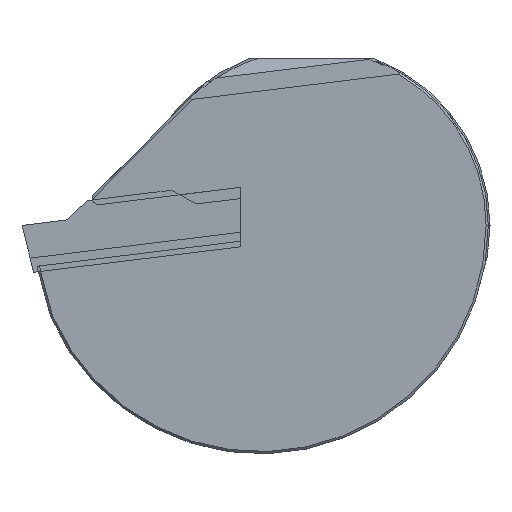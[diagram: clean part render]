
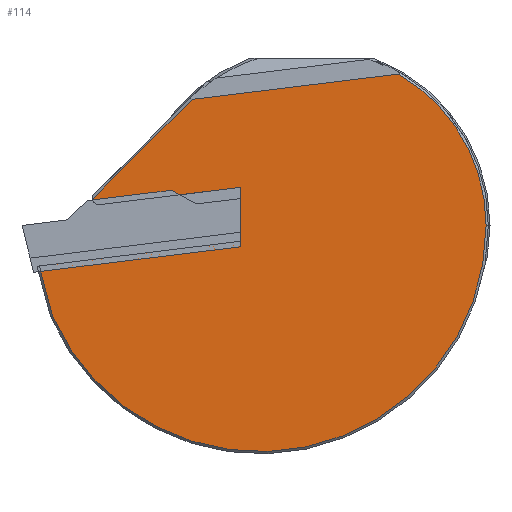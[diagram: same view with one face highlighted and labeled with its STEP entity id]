
A CAD part, left-side view. The second image highlights one B-rep face of the part: STEP entity #114.
In plain terms, the highlighted planar face has unit normal (-1, 0, 0).
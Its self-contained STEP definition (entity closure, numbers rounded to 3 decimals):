
#65=CIRCLE('',#843,20.3);
#66=CIRCLE('',#844,15.65);
#67=CIRCLE('',#845,0.6);
#114=ADVANCED_FACE('',(#189),#157,.F.);
#157=PLANE('',#846);
#189=FACE_OUTER_BOUND('',#231,.T.);
#231=EDGE_LOOP('',(#342,#343,#344,#345,#346,#347,#348,#349,#350));
#342=ORIENTED_EDGE('',*,*,#601,.T.);
#343=ORIENTED_EDGE('',*,*,#602,.T.);
#344=ORIENTED_EDGE('',*,*,#603,.T.);
#345=ORIENTED_EDGE('',*,*,#604,.T.);
#346=ORIENTED_EDGE('',*,*,#605,.T.);
#347=ORIENTED_EDGE('',*,*,#606,.T.);
#348=ORIENTED_EDGE('',*,*,#607,.T.);
#349=ORIENTED_EDGE('',*,*,#608,.T.);
#350=ORIENTED_EDGE('',*,*,#609,.T.);
#516=VERTEX_POINT('',#1206);
#517=VERTEX_POINT('',#1207);
#518=VERTEX_POINT('',#1209);
#519=VERTEX_POINT('',#1211);
#520=VERTEX_POINT('',#1213);
#521=VERTEX_POINT('',#1215);
#522=VERTEX_POINT('',#1217);
#523=VERTEX_POINT('',#1219);
#524=VERTEX_POINT('',#1221);
#601=EDGE_CURVE('',#516,#517,#707,.T.);
#602=EDGE_CURVE('',#517,#518,#708,.T.);
#603=EDGE_CURVE('',#518,#519,#709,.T.);
#604=EDGE_CURVE('',#519,#520,#65,.T.);
#605=EDGE_CURVE('',#520,#521,#66,.T.);
#606=EDGE_CURVE('',#521,#522,#710,.T.);
#607=EDGE_CURVE('',#522,#523,#711,.T.);
#608=EDGE_CURVE('',#523,#524,#67,.T.);
#609=EDGE_CURVE('',#524,#516,#712,.T.);
#707=LINE('',#1205,#785);
#708=LINE('',#1208,#786);
#709=LINE('',#1210,#787);
#710=LINE('',#1216,#788);
#711=LINE('',#1218,#789);
#712=LINE('',#1222,#790);
#785=VECTOR('',#976,1.);
#786=VECTOR('',#977,1.);
#787=VECTOR('',#978,1.);
#788=VECTOR('',#983,1.);
#789=VECTOR('',#984,1.);
#790=VECTOR('',#987,1.);
#843=AXIS2_PLACEMENT_3D('',#1212,#979,#980);
#844=AXIS2_PLACEMENT_3D('',#1214,#981,#982);
#845=AXIS2_PLACEMENT_3D('',#1220,#985,#986);
#846=AXIS2_PLACEMENT_3D('',#1223,#988,#989);
#976=DIRECTION('',(0.,0.,-1.));
#977=DIRECTION('',(0.,0.993,-0.122));
#978=DIRECTION('',(0.,-0.259,-0.966));
#979=DIRECTION('',(-1.,0.,0.));
#980=DIRECTION('',(0.,0.,-1.));
#981=DIRECTION('',(-1.,0.,0.));
#982=DIRECTION('',(0.,0.,-1.));
#983=DIRECTION('',(0.,0.993,-0.122));
#984=DIRECTION('',(0.,0.707,-0.707));
#985=DIRECTION('',(-1.,0.,0.));
#986=DIRECTION('',(0.,0.,-1.));
#987=DIRECTION('',(0.,-0.993,0.122));
#988=DIRECTION('',(1.,0.,0.));
#989=DIRECTION('',(0.,0.,-1.));
#1205=CARTESIAN_POINT('',(0.5,6.348,0.));
#1206=CARTESIAN_POINT('',(0.5,6.348,3.421));
#1207=CARTESIAN_POINT('',(0.5,6.348,-1.416));
#1208=CARTESIAN_POINT('',(0.5,-25.691,2.518));
#1209=CARTESIAN_POINT('',(0.5,24.452,-3.638));
#1210=CARTESIAN_POINT('',(0.5,21.982,-12.857));
#1211=CARTESIAN_POINT('',(0.5,23.245,-8.144));
#1212=CARTESIAN_POINT('',(0.5,4.65,0.));
#1213=CARTESIAN_POINT('',(0.5,-15.65,0.));
#1214=CARTESIAN_POINT('',(0.5,0.,0.));
#1215=CARTESIAN_POINT('',(0.5,-7.77,13.585));
#1216=CARTESIAN_POINT('',(0.5,-21.806,15.308));
#1217=CARTESIAN_POINT('',(0.5,10.727,11.314));
#1218=CARTESIAN_POINT('',(0.5,-1.98,24.02));
#1219=CARTESIAN_POINT('',(0.5,19.677,2.364));
#1220=CARTESIAN_POINT('',(0.5,19.085,2.461));
#1221=CARTESIAN_POINT('',(0.5,19.012,1.866));
#1222=CARTESIAN_POINT('',(0.5,-25.106,7.283));
#1223=CARTESIAN_POINT('',(0.5,-26.,0.));
